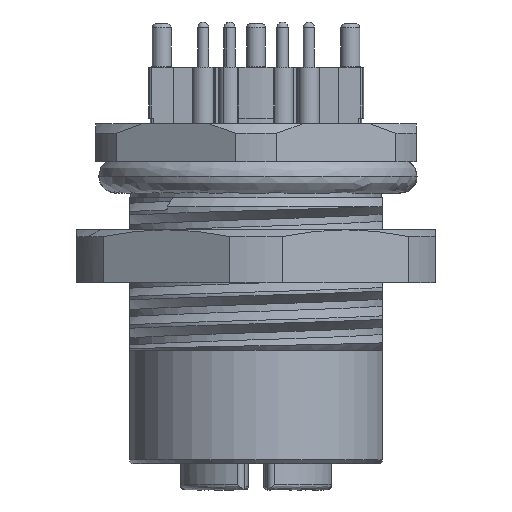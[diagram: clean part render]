
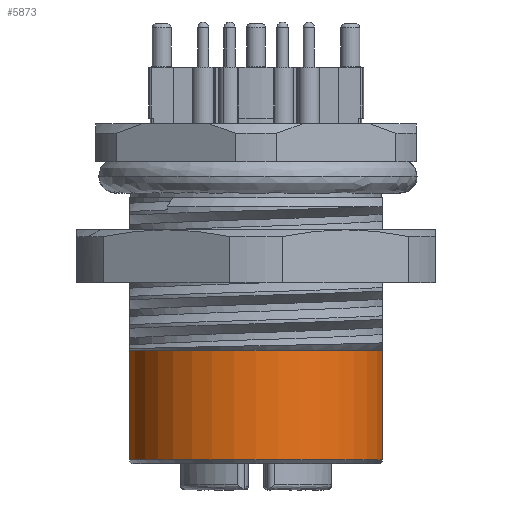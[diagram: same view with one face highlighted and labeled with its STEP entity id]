
A CAD part, front view. The second image highlights one B-rep face of the part: STEP entity #5873.
In plain terms, the highlighted cylindrical face has radius 6.8 mm (diameter 13.6 mm), a partial arc.
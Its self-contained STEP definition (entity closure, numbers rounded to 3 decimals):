
#71 = CARTESIAN_POINT ( 'NONE',  ( -6.7, -1.162, 0. ) ) ;
#792 = CIRCLE ( 'NONE', #17179, 6.8 ) ;
#1752 = EDGE_CURVE ( 'NONE', #31912, #43559, #14096, .T. ) ;
#2322 = DIRECTION ( 'NONE',  ( 1., 0., 0. ) ) ;
#3122 = AXIS2_PLACEMENT_3D ( 'NONE', #8843, #26776, #33815 ) ;
#3367 = CARTESIAN_POINT ( 'NONE',  ( -6.7, -1.162, -12. ) ) ;
#3888 = VERTEX_POINT ( 'NONE', #20308 ) ;
#5230 = LINE ( 'NONE', #8724, #33382 ) ;
#5873 = ADVANCED_FACE ( 'NONE', ( #37843 ), #26838, .T. ) ;
#6694 = ORIENTED_EDGE ( 'NONE', *, *, #37028, .F. ) ;
#7098 = VECTOR ( 'NONE', #38825, 1000. ) ;
#8724 = CARTESIAN_POINT ( 'NONE',  ( 6.7, -1.162, 0. ) ) ;
#8843 = CARTESIAN_POINT ( 'NONE',  ( 0., 0., -12. ) ) ;
#10008 = DIRECTION ( 'NONE',  ( 0., 0., -1. ) ) ;
#12000 = DIRECTION ( 'NONE',  ( 0., 0., 1. ) ) ;
#12646 = DIRECTION ( 'NONE',  ( 1., 0., 0. ) ) ;
#14096 = LINE ( 'NONE', #71, #7098 ) ;
#14305 = CARTESIAN_POINT ( 'NONE',  ( -6.7, -1.162, -17.8 ) ) ;
#16380 = CARTESIAN_POINT ( 'NONE',  ( 0., 0., 0. ) ) ;
#16671 = AXIS2_PLACEMENT_3D ( 'NONE', #16380, #34108, #12646 ) ;
#16691 = ORIENTED_EDGE ( 'NONE', *, *, #22356, .T. ) ;
#17179 = AXIS2_PLACEMENT_3D ( 'NONE', #27264, #10008, #2322 ) ;
#20308 = CARTESIAN_POINT ( 'NONE',  ( 6.7, -1.162, -12. ) ) ;
#20697 = VERTEX_POINT ( 'NONE', #31665 ) ;
#22356 = EDGE_CURVE ( 'NONE', #20697, #3888, #5230, .T. ) ;
#25836 = ORIENTED_EDGE ( 'NONE', *, *, #1752, .T. ) ;
#26475 = ORIENTED_EDGE ( 'NONE', *, *, #38910, .T. ) ;
#26776 = DIRECTION ( 'NONE',  ( 0., 0., -1. ) ) ;
#26838 = CYLINDRICAL_SURFACE ( 'NONE', #16671, 6.8 ) ;
#27264 = CARTESIAN_POINT ( 'NONE',  ( 0., 0., -17.8 ) ) ;
#31665 = CARTESIAN_POINT ( 'NONE',  ( 6.7, -1.162, -17.8 ) ) ;
#31912 = VERTEX_POINT ( 'NONE', #3367 ) ;
#33382 = VECTOR ( 'NONE', #12000, 1000. ) ;
#33815 = DIRECTION ( 'NONE',  ( 1., 0., 0. ) ) ;
#34108 = DIRECTION ( 'NONE',  ( 0., 0., 1. ) ) ;
#36322 = EDGE_LOOP ( 'NONE', ( #6694, #16691, #26475, #25836 ) ) ;
#37028 = EDGE_CURVE ( 'NONE', #20697, #43559, #792, .T. ) ;
#37843 = FACE_OUTER_BOUND ( 'NONE', #36322, .T. ) ;
#38825 = DIRECTION ( 'NONE',  ( 0., 0., -1. ) ) ;
#38910 = EDGE_CURVE ( 'NONE', #3888, #31912, #43369, .T. ) ;
#43369 = CIRCLE ( 'NONE', #3122, 6.8 ) ;
#43559 = VERTEX_POINT ( 'NONE', #14305 ) ;
